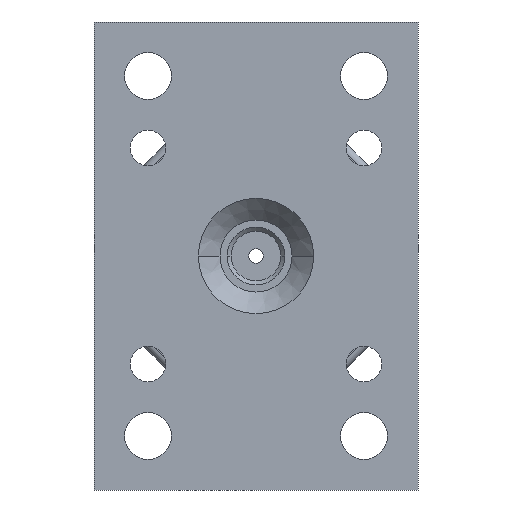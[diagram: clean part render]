
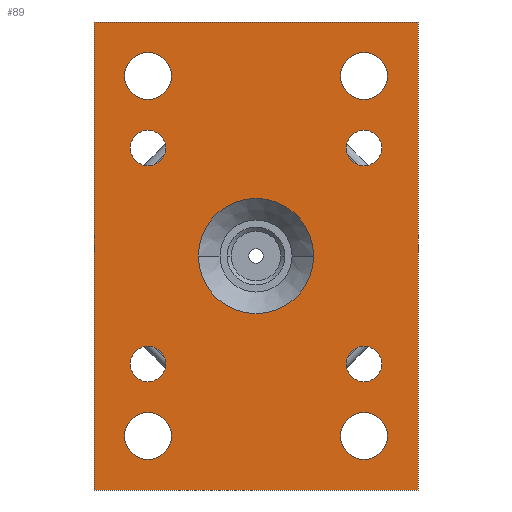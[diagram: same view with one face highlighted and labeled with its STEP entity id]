
A CAD part, left-side view. The second image highlights one B-rep face of the part: STEP entity #89.
In plain terms, the highlighted planar face has unit normal (-1, 0, 0).
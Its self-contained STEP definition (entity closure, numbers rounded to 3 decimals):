
#89=ADVANCED_FACE('',(#206,#207,#208,#209,#210,#211,#212,#213,#214,#215),#216,.F.);
#206=FACE_BOUND('',#360,.T.);
#207=FACE_BOUND('',#361,.T.);
#208=FACE_BOUND('',#362,.T.);
#209=FACE_BOUND('',#363,.T.);
#210=FACE_BOUND('',#364,.T.);
#211=FACE_BOUND('',#365,.T.);
#212=FACE_BOUND('',#366,.T.);
#213=FACE_BOUND('',#367,.T.);
#214=FACE_BOUND('',#368,.T.);
#215=FACE_OUTER_BOUND('',#369,.T.);
#216=PLANE('',#370);
#360=EDGE_LOOP('',(#742,#743));
#361=EDGE_LOOP('',(#744,#745));
#362=EDGE_LOOP('',(#746,#747));
#363=EDGE_LOOP('',(#748,#749));
#364=EDGE_LOOP('',(#750,#751));
#365=EDGE_LOOP('',(#752,#753));
#366=EDGE_LOOP('',(#754,#755));
#367=EDGE_LOOP('',(#756,#757));
#368=EDGE_LOOP('',(#758,#759));
#369=EDGE_LOOP('',(#760,#761,#762,#763));
#370=AXIS2_PLACEMENT_3D('',#764,#765,#766);
#742=ORIENTED_EDGE('',*,*,#1024,.T.);
#743=ORIENTED_EDGE('',*,*,#1004,.T.);
#744=ORIENTED_EDGE('',*,*,#1026,.T.);
#745=ORIENTED_EDGE('',*,*,#994,.T.);
#746=ORIENTED_EDGE('',*,*,#1028,.T.);
#747=ORIENTED_EDGE('',*,*,#987,.T.);
#748=ORIENTED_EDGE('',*,*,#1030,.T.);
#749=ORIENTED_EDGE('',*,*,#980,.T.);
#750=ORIENTED_EDGE('',*,*,#1032,.T.);
#751=ORIENTED_EDGE('',*,*,#973,.T.);
#752=ORIENTED_EDGE('',*,*,#1033,.T.);
#753=ORIENTED_EDGE('',*,*,#971,.T.);
#754=ORIENTED_EDGE('',*,*,#1034,.T.);
#755=ORIENTED_EDGE('',*,*,#967,.T.);
#756=ORIENTED_EDGE('',*,*,#1035,.T.);
#757=ORIENTED_EDGE('',*,*,#963,.T.);
#758=ORIENTED_EDGE('',*,*,#1036,.T.);
#759=ORIENTED_EDGE('',*,*,#959,.T.);
#760=ORIENTED_EDGE('',*,*,#1044,.T.);
#761=ORIENTED_EDGE('',*,*,#1041,.F.);
#762=ORIENTED_EDGE('',*,*,#1043,.F.);
#763=ORIENTED_EDGE('',*,*,#1038,.F.);
#764=CARTESIAN_POINT('',(-5.0,0.0,0.0));
#765=DIRECTION('',(1.0,0.0,0.0));
#766=DIRECTION('',(0.0,0.0,-1.0));
#959=EDGE_CURVE('',#1147,#1151,#1153,.T.);
#963=EDGE_CURVE('',#1155,#1159,#1161,.T.);
#967=EDGE_CURVE('',#1163,#1167,#1169,.T.);
#971=EDGE_CURVE('',#1171,#1175,#1177,.T.);
#973=EDGE_CURVE('',#1181,#1178,#1182,.T.);
#980=EDGE_CURVE('',#1194,#1191,#1195,.T.);
#987=EDGE_CURVE('',#1207,#1204,#1208,.T.);
#994=EDGE_CURVE('',#1220,#1217,#1221,.T.);
#1004=EDGE_CURVE('',#1231,#1237,#1239,.T.);
#1024=EDGE_CURVE('',#1237,#1231,#1266,.T.);
#1026=EDGE_CURVE('',#1217,#1220,#1268,.T.);
#1028=EDGE_CURVE('',#1204,#1207,#1270,.T.);
#1030=EDGE_CURVE('',#1191,#1194,#1272,.T.);
#1032=EDGE_CURVE('',#1178,#1181,#1274,.T.);
#1033=EDGE_CURVE('',#1175,#1171,#1275,.T.);
#1034=EDGE_CURVE('',#1167,#1163,#1276,.T.);
#1035=EDGE_CURVE('',#1159,#1155,#1277,.T.);
#1036=EDGE_CURVE('',#1151,#1147,#1278,.T.);
#1038=EDGE_CURVE('',#1279,#1281,#1282,.T.);
#1041=EDGE_CURVE('',#1284,#1286,#1287,.T.);
#1043=EDGE_CURVE('',#1281,#1284,#1289,.T.);
#1044=EDGE_CURVE('',#1279,#1286,#1290,.T.);
#1147=VERTEX_POINT('',#1415);
#1151=VERTEX_POINT('',#1420);
#1153=CIRCLE('',#1423,3.25);
#1155=VERTEX_POINT('',#1425);
#1159=VERTEX_POINT('',#1430);
#1161=CIRCLE('',#1433,3.25);
#1163=VERTEX_POINT('',#1435);
#1167=VERTEX_POINT('',#1440);
#1169=CIRCLE('',#1443,3.25);
#1171=VERTEX_POINT('',#1445);
#1175=VERTEX_POINT('',#1450);
#1177=CIRCLE('',#1453,3.25);
#1178=VERTEX_POINT('',#1454);
#1181=VERTEX_POINT('',#1458);
#1182=CIRCLE('',#1459,2.459);
#1191=VERTEX_POINT('',#1471);
#1194=VERTEX_POINT('',#1475);
#1195=CIRCLE('',#1476,2.459);
#1204=VERTEX_POINT('',#1488);
#1207=VERTEX_POINT('',#1492);
#1208=CIRCLE('',#1493,2.459);
#1217=VERTEX_POINT('',#1505);
#1220=VERTEX_POINT('',#1509);
#1221=CIRCLE('',#1510,2.459);
#1231=VERTEX_POINT('',#1523);
#1237=VERTEX_POINT('',#1530);
#1239=CIRCLE('',#1533,8.0);
#1266=CIRCLE('',#1566,8.0);
#1268=CIRCLE('',#1568,2.459);
#1270=CIRCLE('',#1570,2.459);
#1272=CIRCLE('',#1572,2.459);
#1274=CIRCLE('',#1574,2.459);
#1275=CIRCLE('',#1575,3.25);
#1276=CIRCLE('',#1576,3.25);
#1277=CIRCLE('',#1577,3.25);
#1278=CIRCLE('',#1578,3.25);
#1279=VERTEX_POINT('',#1579);
#1281=VERTEX_POINT('',#1582);
#1282=LINE('',#1583,#1584);
#1284=VERTEX_POINT('',#1587);
#1286=VERTEX_POINT('',#1590);
#1287=LINE('',#1591,#1592);
#1289=LINE('',#1595,#1596);
#1290=LINE('',#1597,#1598);
#1415=CARTESIAN_POINT('',(-5.0,15.0,21.75));
#1420=CARTESIAN_POINT('',(-5.0,15.0,28.25));
#1423=AXIS2_PLACEMENT_3D('',#1717,#1718,#1719);
#1425=CARTESIAN_POINT('',(-5.0,15.0,-28.25));
#1430=CARTESIAN_POINT('',(-5.0,15.0,-21.75));
#1433=AXIS2_PLACEMENT_3D('',#1725,#1726,#1727);
#1435=CARTESIAN_POINT('',(-5.0,-15.0,21.75));
#1440=CARTESIAN_POINT('',(-5.0,-15.0,28.25));
#1443=AXIS2_PLACEMENT_3D('',#1733,#1734,#1735);
#1445=CARTESIAN_POINT('',(-5.0,-15.0,-28.25));
#1450=CARTESIAN_POINT('',(-5.0,-15.0,-21.75));
#1453=AXIS2_PLACEMENT_3D('',#1741,#1742,#1743);
#1454=CARTESIAN_POINT('',(-5.0,17.459,15.0));
#1458=CARTESIAN_POINT('',(-5.0,12.542,15.0));
#1459=AXIS2_PLACEMENT_3D('',#1745,#1746,#1747);
#1471=CARTESIAN_POINT('',(-5.0,17.459,-15.0));
#1475=CARTESIAN_POINT('',(-5.0,12.542,-15.0));
#1476=AXIS2_PLACEMENT_3D('',#1758,#1759,#1760);
#1488=CARTESIAN_POINT('',(-5.0,-12.542,15.0));
#1492=CARTESIAN_POINT('',(-5.0,-17.459,15.0));
#1493=AXIS2_PLACEMENT_3D('',#1771,#1772,#1773);
#1505=CARTESIAN_POINT('',(-5.0,-12.542,-15.0));
#1509=CARTESIAN_POINT('',(-5.0,-17.459,-15.0));
#1510=AXIS2_PLACEMENT_3D('',#1784,#1785,#1786);
#1523=CARTESIAN_POINT('',(-5.0,0.,-8.0));
#1530=CARTESIAN_POINT('',(-5.0,0.,8.0));
#1533=AXIS2_PLACEMENT_3D('',#1804,#1805,#1806);
#1566=AXIS2_PLACEMENT_3D('',#1852,#1853,#1854);
#1568=AXIS2_PLACEMENT_3D('',#1858,#1859,#1860);
#1570=AXIS2_PLACEMENT_3D('',#1864,#1865,#1866);
#1572=AXIS2_PLACEMENT_3D('',#1870,#1871,#1872);
#1574=AXIS2_PLACEMENT_3D('',#1876,#1877,#1878);
#1575=AXIS2_PLACEMENT_3D('',#1879,#1880,#1881);
#1576=AXIS2_PLACEMENT_3D('',#1882,#1883,#1884);
#1577=AXIS2_PLACEMENT_3D('',#1885,#1886,#1887);
#1578=AXIS2_PLACEMENT_3D('',#1888,#1889,#1890);
#1579=CARTESIAN_POINT('',(-5.0,22.5,32.5));
#1582=CARTESIAN_POINT('',(-5.0,-22.5,32.5));
#1583=CARTESIAN_POINT('',(-5.0,0.0,32.5));
#1584=VECTOR('',#1892,1.0);
#1587=CARTESIAN_POINT('',(-5.0,-22.5,-32.5));
#1590=CARTESIAN_POINT('',(-5.0,22.5,-32.5));
#1591=CARTESIAN_POINT('',(-5.0,0.0,-32.5));
#1592=VECTOR('',#1895,1.0);
#1595=CARTESIAN_POINT('',(-5.0,-22.5,0.0));
#1596=VECTOR('',#1897,1.0);
#1597=CARTESIAN_POINT('',(-5.0,22.5,0.0));
#1598=VECTOR('',#1898,1.0);
#1717=CARTESIAN_POINT('',(-5.0,15.0,25.0));
#1718=DIRECTION('',(1.0,0.0,0.0));
#1719=DIRECTION('',(0.0,0.0,-1.0));
#1725=CARTESIAN_POINT('',(-5.0,15.0,-25.0));
#1726=DIRECTION('',(1.0,0.0,0.0));
#1727=DIRECTION('',(0.0,0.0,-1.0));
#1733=CARTESIAN_POINT('',(-5.0,-15.0,25.0));
#1734=DIRECTION('',(1.0,0.0,0.0));
#1735=DIRECTION('',(0.0,0.0,-1.0));
#1741=CARTESIAN_POINT('',(-5.0,-15.0,-25.0));
#1742=DIRECTION('',(1.0,0.0,0.0));
#1743=DIRECTION('',(0.0,0.0,-1.0));
#1745=CARTESIAN_POINT('',(-5.0,15.0,15.0));
#1746=DIRECTION('',(1.0,0.0,0.0));
#1747=DIRECTION('',(0.0,1.0,0.0));
#1758=CARTESIAN_POINT('',(-5.0,15.0,-15.0));
#1759=DIRECTION('',(1.0,0.0,0.0));
#1760=DIRECTION('',(0.0,1.0,0.0));
#1771=CARTESIAN_POINT('',(-5.0,-15.0,15.0));
#1772=DIRECTION('',(1.0,0.0,0.0));
#1773=DIRECTION('',(0.0,1.0,0.0));
#1784=CARTESIAN_POINT('',(-5.0,-15.0,-15.0));
#1785=DIRECTION('',(1.0,0.0,0.0));
#1786=DIRECTION('',(0.0,1.0,0.0));
#1804=CARTESIAN_POINT('',(-5.0,0.0,0.0));
#1805=DIRECTION('',(1.0,0.0,0.0));
#1806=DIRECTION('',(0.0,0.0,-1.0));
#1852=CARTESIAN_POINT('',(-5.0,0.0,0.0));
#1853=DIRECTION('',(1.0,0.0,0.0));
#1854=DIRECTION('',(0.0,0.0,-1.0));
#1858=CARTESIAN_POINT('',(-5.0,-15.0,-15.0));
#1859=DIRECTION('',(1.0,0.0,0.0));
#1860=DIRECTION('',(0.0,1.0,0.0));
#1864=CARTESIAN_POINT('',(-5.0,-15.0,15.0));
#1865=DIRECTION('',(1.0,0.0,0.0));
#1866=DIRECTION('',(0.0,1.0,0.0));
#1870=CARTESIAN_POINT('',(-5.0,15.0,-15.0));
#1871=DIRECTION('',(1.0,0.0,0.0));
#1872=DIRECTION('',(0.0,1.0,0.0));
#1876=CARTESIAN_POINT('',(-5.0,15.0,15.0));
#1877=DIRECTION('',(1.0,0.0,0.0));
#1878=DIRECTION('',(0.0,1.0,0.0));
#1879=CARTESIAN_POINT('',(-5.0,-15.0,-25.0));
#1880=DIRECTION('',(1.0,0.0,0.0));
#1881=DIRECTION('',(0.0,0.0,-1.0));
#1882=CARTESIAN_POINT('',(-5.0,-15.0,25.0));
#1883=DIRECTION('',(1.0,0.0,0.0));
#1884=DIRECTION('',(0.0,0.0,-1.0));
#1885=CARTESIAN_POINT('',(-5.0,15.0,-25.0));
#1886=DIRECTION('',(1.0,0.0,0.0));
#1887=DIRECTION('',(0.0,0.0,-1.0));
#1888=CARTESIAN_POINT('',(-5.0,15.0,25.0));
#1889=DIRECTION('',(1.0,0.0,0.0));
#1890=DIRECTION('',(0.0,0.0,-1.0));
#1892=DIRECTION('',(0.0,-1.0,0.0));
#1895=DIRECTION('',(0.0,1.0,0.0));
#1897=DIRECTION('',(0.0,0.0,-1.0));
#1898=DIRECTION('',(0.0,0.0,-1.0));
